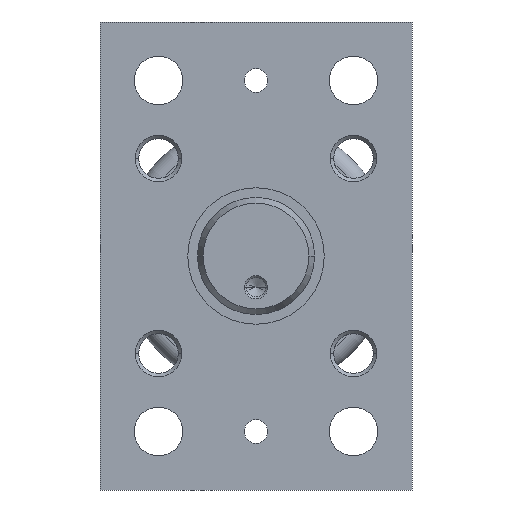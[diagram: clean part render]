
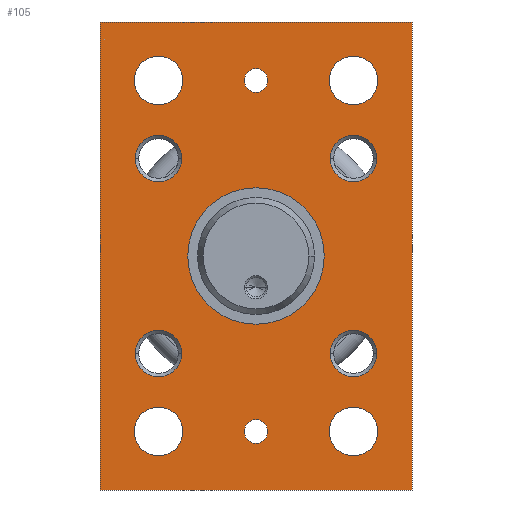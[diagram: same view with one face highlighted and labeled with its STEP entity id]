
A CAD part, left-side view. The second image highlights one B-rep face of the part: STEP entity #105.
In plain terms, the highlighted planar face has unit normal (-1, 0, 0).
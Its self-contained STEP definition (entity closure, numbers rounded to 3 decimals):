
#105=ADVANCED_FACE('',(#266,#267,#268,#269,#270,#271,#272,#273,#274,#275,#276,#277),#278,.F.);
#266=FACE_BOUND('',#473,.T.);
#267=FACE_BOUND('',#474,.T.);
#268=FACE_BOUND('',#475,.T.);
#269=FACE_BOUND('',#476,.T.);
#270=FACE_BOUND('',#477,.T.);
#271=FACE_BOUND('',#478,.T.);
#272=FACE_BOUND('',#479,.T.);
#273=FACE_BOUND('',#480,.T.);
#274=FACE_BOUND('',#481,.T.);
#275=FACE_BOUND('',#482,.T.);
#276=FACE_BOUND('',#483,.T.);
#277=FACE_OUTER_BOUND('',#484,.T.);
#278=PLANE('',#485);
#473=EDGE_LOOP('',(#990,#991));
#474=EDGE_LOOP('',(#992,#993));
#475=EDGE_LOOP('',(#994,#995));
#476=EDGE_LOOP('',(#996,#997));
#477=EDGE_LOOP('',(#998,#999));
#478=EDGE_LOOP('',(#1000,#1001));
#479=EDGE_LOOP('',(#1002,#1003));
#480=EDGE_LOOP('',(#1004,#1005));
#481=EDGE_LOOP('',(#1006,#1007));
#482=EDGE_LOOP('',(#1008,#1009));
#483=EDGE_LOOP('',(#1010,#1011));
#484=EDGE_LOOP('',(#1012,#1013,#1014,#1015));
#485=AXIS2_PLACEMENT_3D('',#1016,#1017,#1018);
#990=ORIENTED_EDGE('',*,*,#1348,.T.);
#991=ORIENTED_EDGE('',*,*,#1396,.T.);
#992=ORIENTED_EDGE('',*,*,#1337,.T.);
#993=ORIENTED_EDGE('',*,*,#1398,.T.);
#994=ORIENTED_EDGE('',*,*,#1326,.T.);
#995=ORIENTED_EDGE('',*,*,#1400,.T.);
#996=ORIENTED_EDGE('',*,*,#1315,.T.);
#997=ORIENTED_EDGE('',*,*,#1402,.T.);
#998=ORIENTED_EDGE('',*,*,#1404,.T.);
#999=ORIENTED_EDGE('',*,*,#1308,.T.);
#1000=ORIENTED_EDGE('',*,*,#1405,.T.);
#1001=ORIENTED_EDGE('',*,*,#1304,.T.);
#1002=ORIENTED_EDGE('',*,*,#1406,.T.);
#1003=ORIENTED_EDGE('',*,*,#1300,.T.);
#1004=ORIENTED_EDGE('',*,*,#1407,.T.);
#1005=ORIENTED_EDGE('',*,*,#1296,.T.);
#1006=ORIENTED_EDGE('',*,*,#1408,.T.);
#1007=ORIENTED_EDGE('',*,*,#1292,.T.);
#1008=ORIENTED_EDGE('',*,*,#1409,.T.);
#1009=ORIENTED_EDGE('',*,*,#1288,.T.);
#1010=ORIENTED_EDGE('',*,*,#1379,.T.);
#1011=ORIENTED_EDGE('',*,*,#1356,.T.);
#1012=ORIENTED_EDGE('',*,*,#1410,.T.);
#1013=ORIENTED_EDGE('',*,*,#1411,.T.);
#1014=ORIENTED_EDGE('',*,*,#1412,.T.);
#1015=ORIENTED_EDGE('',*,*,#1413,.T.);
#1016=CARTESIAN_POINT('',(-15.0,0.0,0.0));
#1017=DIRECTION('',(1.0,0.0,0.));
#1018=DIRECTION('',(0.,0.0,-1.0));
#1288=EDGE_CURVE('',#1537,#1541,#1543,.T.);
#1292=EDGE_CURVE('',#1545,#1549,#1551,.T.);
#1296=EDGE_CURVE('',#1553,#1557,#1559,.T.);
#1300=EDGE_CURVE('',#1561,#1565,#1567,.T.);
#1304=EDGE_CURVE('',#1569,#1573,#1575,.T.);
#1308=EDGE_CURVE('',#1577,#1581,#1583,.T.);
#1315=EDGE_CURVE('',#1592,#1594,#1596,.T.);
#1326=EDGE_CURVE('',#1611,#1613,#1615,.T.);
#1337=EDGE_CURVE('',#1630,#1632,#1634,.T.);
#1348=EDGE_CURVE('',#1649,#1651,#1653,.T.);
#1356=EDGE_CURVE('',#1661,#1665,#1667,.T.);
#1379=EDGE_CURVE('',#1665,#1661,#1703,.T.);
#1396=EDGE_CURVE('',#1651,#1649,#1724,.T.);
#1398=EDGE_CURVE('',#1632,#1630,#1726,.T.);
#1400=EDGE_CURVE('',#1613,#1611,#1728,.T.);
#1402=EDGE_CURVE('',#1594,#1592,#1730,.T.);
#1404=EDGE_CURVE('',#1581,#1577,#1732,.T.);
#1405=EDGE_CURVE('',#1573,#1569,#1733,.T.);
#1406=EDGE_CURVE('',#1565,#1561,#1734,.T.);
#1407=EDGE_CURVE('',#1557,#1553,#1735,.T.);
#1408=EDGE_CURVE('',#1549,#1545,#1736,.T.);
#1409=EDGE_CURVE('',#1541,#1537,#1737,.T.);
#1410=EDGE_CURVE('',#1738,#1739,#1740,.T.);
#1411=EDGE_CURVE('',#1739,#1741,#1742,.T.);
#1412=EDGE_CURVE('',#1741,#1743,#1744,.T.);
#1413=EDGE_CURVE('',#1743,#1738,#1745,.T.);
#1537=VERTEX_POINT('',#1901);
#1541=VERTEX_POINT('',#1906);
#1543=CIRCLE('',#1909,6.25);
#1545=VERTEX_POINT('',#1911);
#1549=VERTEX_POINT('',#1916);
#1551=CIRCLE('',#1919,6.25);
#1553=VERTEX_POINT('',#1921);
#1557=VERTEX_POINT('',#1926);
#1559=CIRCLE('',#1929,6.25);
#1561=VERTEX_POINT('',#1931);
#1565=VERTEX_POINT('',#1936);
#1567=CIRCLE('',#1939,6.25);
#1569=VERTEX_POINT('',#1941);
#1573=VERTEX_POINT('',#1946);
#1575=CIRCLE('',#1949,3.0);
#1577=VERTEX_POINT('',#1951);
#1581=VERTEX_POINT('',#1956);
#1583=CIRCLE('',#1959,3.0);
#1592=VERTEX_POINT('',#1970);
#1594=VERTEX_POINT('',#1973);
#1596=CIRCLE('',#1976,6.0);
#1611=VERTEX_POINT('',#1995);
#1613=VERTEX_POINT('',#1998);
#1615=CIRCLE('',#2001,6.0);
#1630=VERTEX_POINT('',#2020);
#1632=VERTEX_POINT('',#2023);
#1634=CIRCLE('',#2026,6.0);
#1649=VERTEX_POINT('',#2045);
#1651=VERTEX_POINT('',#2048);
#1653=CIRCLE('',#2051,6.0);
#1661=VERTEX_POINT('',#2061);
#1665=VERTEX_POINT('',#2066);
#1667=CIRCLE('',#2069,17.5);
#1703=CIRCLE('',#2115,17.5);
#1724=CIRCLE('',#2140,6.0);
#1726=CIRCLE('',#2142,6.0);
#1728=CIRCLE('',#2144,6.0);
#1730=CIRCLE('',#2146,6.0);
#1732=CIRCLE('',#2148,3.0);
#1733=CIRCLE('',#2149,3.0);
#1734=CIRCLE('',#2150,6.25);
#1735=CIRCLE('',#2151,6.25);
#1736=CIRCLE('',#2152,6.25);
#1737=CIRCLE('',#2153,6.25);
#1738=VERTEX_POINT('',#2154);
#1739=VERTEX_POINT('',#2155);
#1740=LINE('',#2156,#2157);
#1741=VERTEX_POINT('',#2158);
#1742=LINE('',#2159,#2160);
#1743=VERTEX_POINT('',#2161);
#1744=LINE('',#2162,#2163);
#1745=LINE('',#2164,#2165);
#1901=CARTESIAN_POINT('',(-15.0,-25.0,38.75));
#1906=CARTESIAN_POINT('',(-15.0,-25.0,51.25));
#1909=AXIS2_PLACEMENT_3D('',#2515,#2516,#2517);
#1911=CARTESIAN_POINT('',(-15.0,25.0,38.75));
#1916=CARTESIAN_POINT('',(-15.0,25.0,51.25));
#1919=AXIS2_PLACEMENT_3D('',#2523,#2524,#2525);
#1921=CARTESIAN_POINT('',(-15.0,-25.0,-51.25));
#1926=CARTESIAN_POINT('',(-15.0,-25.0,-38.75));
#1929=AXIS2_PLACEMENT_3D('',#2531,#2532,#2533);
#1931=CARTESIAN_POINT('',(-15.0,25.0,-51.25));
#1936=CARTESIAN_POINT('',(-15.0,25.0,-38.75));
#1939=AXIS2_PLACEMENT_3D('',#2539,#2540,#2541);
#1941=CARTESIAN_POINT('',(-15.0,0.,42.0));
#1946=CARTESIAN_POINT('',(-15.0,0.,48.0));
#1949=AXIS2_PLACEMENT_3D('',#2547,#2548,#2549);
#1951=CARTESIAN_POINT('',(-15.0,0.,-48.0));
#1956=CARTESIAN_POINT('',(-15.0,0.,-42.0));
#1959=AXIS2_PLACEMENT_3D('',#2555,#2556,#2557);
#1970=CARTESIAN_POINT('',(-15.0,-19.0,25.0));
#1973=CARTESIAN_POINT('',(-15.0,-31.0,25.0));
#1976=AXIS2_PLACEMENT_3D('',#2568,#2569,#2570);
#1995=CARTESIAN_POINT('',(-15.0,31.0,25.0));
#1998=CARTESIAN_POINT('',(-15.0,19.0,25.0));
#2001=AXIS2_PLACEMENT_3D('',#2589,#2590,#2591);
#2020=CARTESIAN_POINT('',(-15.0,-19.0,-25.0));
#2023=CARTESIAN_POINT('',(-15.0,-31.0,-25.0));
#2026=AXIS2_PLACEMENT_3D('',#2610,#2611,#2612);
#2045=CARTESIAN_POINT('',(-15.0,31.0,-25.0));
#2048=CARTESIAN_POINT('',(-15.0,19.0,-25.0));
#2051=AXIS2_PLACEMENT_3D('',#2631,#2632,#2633);
#2061=CARTESIAN_POINT('',(-15.0,0.,-17.5));
#2066=CARTESIAN_POINT('',(-15.0,0.,17.5));
#2069=AXIS2_PLACEMENT_3D('',#2647,#2648,#2649);
#2115=AXIS2_PLACEMENT_3D('',#2696,#2697,#2698);
#2140=AXIS2_PLACEMENT_3D('',#2739,#2740,#2741);
#2142=AXIS2_PLACEMENT_3D('',#2745,#2746,#2747);
#2144=AXIS2_PLACEMENT_3D('',#2751,#2752,#2753);
#2146=AXIS2_PLACEMENT_3D('',#2757,#2758,#2759);
#2148=AXIS2_PLACEMENT_3D('',#2763,#2764,#2765);
#2149=AXIS2_PLACEMENT_3D('',#2766,#2767,#2768);
#2150=AXIS2_PLACEMENT_3D('',#2769,#2770,#2771);
#2151=AXIS2_PLACEMENT_3D('',#2772,#2773,#2774);
#2152=AXIS2_PLACEMENT_3D('',#2775,#2776,#2777);
#2153=AXIS2_PLACEMENT_3D('',#2778,#2779,#2780);
#2154=CARTESIAN_POINT('',(-15.0,40.0,-60.0));
#2155=CARTESIAN_POINT('',(-15.0,-40.0,-60.0));
#2156=CARTESIAN_POINT('',(-15.0,0.0,-60.0));
#2157=VECTOR('',#2781,1.0);
#2158=CARTESIAN_POINT('',(-15.0,-40.0,60.0));
#2159=CARTESIAN_POINT('',(-15.0,-40.0,0.0));
#2160=VECTOR('',#2782,1.0);
#2161=CARTESIAN_POINT('',(-15.0,40.0,60.0));
#2162=CARTESIAN_POINT('',(-15.0,0.0,60.0));
#2163=VECTOR('',#2783,1.0);
#2164=CARTESIAN_POINT('',(-15.0,40.0,0.0));
#2165=VECTOR('',#2784,1.0);
#2515=CARTESIAN_POINT('',(-15.0,-25.0,45.0));
#2516=DIRECTION('',(1.0,0.0,0.));
#2517=DIRECTION('',(0.,0.0,-1.0));
#2523=CARTESIAN_POINT('',(-15.0,25.0,45.0));
#2524=DIRECTION('',(1.0,0.0,0.));
#2525=DIRECTION('',(0.,0.0,-1.0));
#2531=CARTESIAN_POINT('',(-15.0,-25.0,-45.0));
#2532=DIRECTION('',(1.0,0.0,0.));
#2533=DIRECTION('',(0.,0.0,-1.0));
#2539=CARTESIAN_POINT('',(-15.0,25.0,-45.0));
#2540=DIRECTION('',(1.0,0.0,0.));
#2541=DIRECTION('',(0.,0.0,-1.0));
#2547=CARTESIAN_POINT('',(-15.0,0.0,45.0));
#2548=DIRECTION('',(1.0,0.0,0.));
#2549=DIRECTION('',(0.,0.0,-1.0));
#2555=CARTESIAN_POINT('',(-15.0,0.0,-45.0));
#2556=DIRECTION('',(1.0,0.0,0.));
#2557=DIRECTION('',(0.,0.0,-1.0));
#2568=CARTESIAN_POINT('',(-15.0,-25.0,25.0));
#2569=DIRECTION('',(1.0,-0.0,0.));
#2570=DIRECTION('',(0.0,1.0,0.0));
#2589=CARTESIAN_POINT('',(-15.0,25.0,25.0));
#2590=DIRECTION('',(1.0,-0.0,0.));
#2591=DIRECTION('',(0.0,1.0,0.0));
#2610=CARTESIAN_POINT('',(-15.0,-25.0,-25.0));
#2611=DIRECTION('',(1.0,-0.0,0.));
#2612=DIRECTION('',(0.0,1.0,0.0));
#2631=CARTESIAN_POINT('',(-15.0,25.0,-25.0));
#2632=DIRECTION('',(1.0,-0.0,0.));
#2633=DIRECTION('',(0.0,1.0,0.0));
#2647=CARTESIAN_POINT('',(-15.0,0.0,0.0));
#2648=DIRECTION('',(1.0,0.0,0.));
#2649=DIRECTION('',(0.,0.0,-1.0));
#2696=CARTESIAN_POINT('',(-15.0,0.0,0.0));
#2697=DIRECTION('',(1.0,0.0,0.));
#2698=DIRECTION('',(0.,0.0,-1.0));
#2739=CARTESIAN_POINT('',(-15.0,25.0,-25.0));
#2740=DIRECTION('',(1.0,-0.0,0.));
#2741=DIRECTION('',(0.0,1.0,0.0));
#2745=CARTESIAN_POINT('',(-15.0,-25.0,-25.0));
#2746=DIRECTION('',(1.0,-0.0,0.));
#2747=DIRECTION('',(0.0,1.0,0.0));
#2751=CARTESIAN_POINT('',(-15.0,25.0,25.0));
#2752=DIRECTION('',(1.0,-0.0,0.));
#2753=DIRECTION('',(0.0,1.0,0.0));
#2757=CARTESIAN_POINT('',(-15.0,-25.0,25.0));
#2758=DIRECTION('',(1.0,-0.0,0.));
#2759=DIRECTION('',(0.0,1.0,0.0));
#2763=CARTESIAN_POINT('',(-15.0,0.0,-45.0));
#2764=DIRECTION('',(1.0,0.0,0.));
#2765=DIRECTION('',(0.,0.0,-1.0));
#2766=CARTESIAN_POINT('',(-15.0,0.0,45.0));
#2767=DIRECTION('',(1.0,0.0,0.));
#2768=DIRECTION('',(0.,0.0,-1.0));
#2769=CARTESIAN_POINT('',(-15.0,25.0,-45.0));
#2770=DIRECTION('',(1.0,0.0,0.));
#2771=DIRECTION('',(0.,0.0,-1.0));
#2772=CARTESIAN_POINT('',(-15.0,-25.0,-45.0));
#2773=DIRECTION('',(1.0,0.0,0.));
#2774=DIRECTION('',(0.,0.0,-1.0));
#2775=CARTESIAN_POINT('',(-15.0,25.0,45.0));
#2776=DIRECTION('',(1.0,0.0,0.));
#2777=DIRECTION('',(0.,0.0,-1.0));
#2778=CARTESIAN_POINT('',(-15.0,-25.0,45.0));
#2779=DIRECTION('',(1.0,0.0,0.));
#2780=DIRECTION('',(0.,0.0,-1.0));
#2781=DIRECTION('',(0.0,-1.0,0.0));
#2782=DIRECTION('',(0.,0.0,1.0));
#2783=DIRECTION('',(0.0,1.0,0.0));
#2784=DIRECTION('',(0.,0.0,-1.0));
